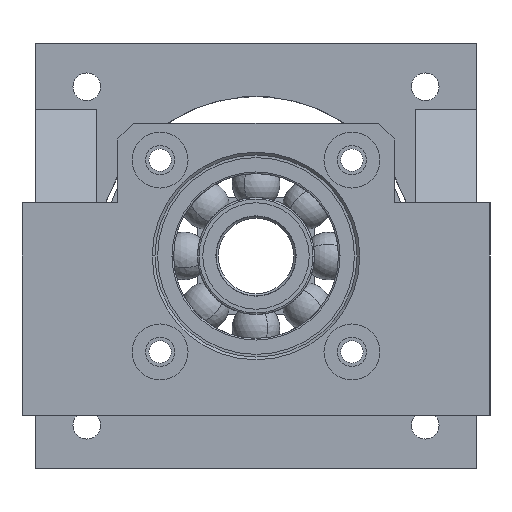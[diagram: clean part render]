
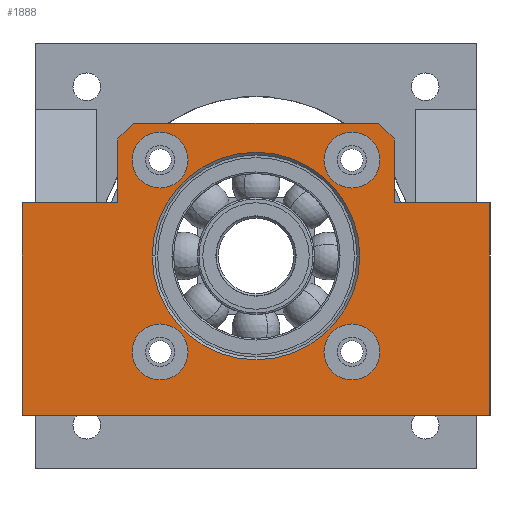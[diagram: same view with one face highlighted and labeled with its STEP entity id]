
A CAD part, left-side view. The second image highlights one B-rep face of the part: STEP entity #1888.
In plain terms, the highlighted planar face has unit normal (-1, 0, 0).
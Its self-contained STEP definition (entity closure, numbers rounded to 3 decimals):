
#844=CARTESIAN_POINT('Vertex',(0.,-26.,10.)) ;
#847=CARTESIAN_POINT('Line Origine',(0.,-35.,10.)) ;
#851=CARTESIAN_POINT('Vertex',(0.,-44.,10.)) ;
#1037=CARTESIAN_POINT('Vertex',(0.,-44.,-30.)) ;
#1040=CARTESIAN_POINT('Line Origine',(0.,0.,-30.)) ;
#1044=CARTESIAN_POINT('Vertex',(0.,44.,-30.)) ;
#1469=CARTESIAN_POINT('Vertex',(0.,44.,10.)) ;
#1472=CARTESIAN_POINT('Line Origine',(0.,35.,10.)) ;
#1476=CARTESIAN_POINT('Vertex',(0.,26.,10.)) ;
#1731=CARTESIAN_POINT('Line Origine',(0.,-44.,-10.)) ;
#1743=CARTESIAN_POINT('Axis2P3D Location',(0.,0.,0.)) ;
#1748=CARTESIAN_POINT('Line Origine',(0.,24.5,23.5)) ;
#1752=CARTESIAN_POINT('Vertex',(0.,26.,22.)) ;
#1754=CARTESIAN_POINT('Vertex',(0.,23.,25.)) ;
#1757=CARTESIAN_POINT('Line Origine',(0.,26.,16.)) ;
#1762=CARTESIAN_POINT('Line Origine',(0.,44.,-10.)) ;
#1767=CARTESIAN_POINT('Line Origine',(0.,-26.,16.)) ;
#1771=CARTESIAN_POINT('Vertex',(0.,-26.,22.)) ;
#1774=CARTESIAN_POINT('Line Origine',(0.,-24.5,23.5)) ;
#1778=CARTESIAN_POINT('Vertex',(0.,-23.,25.)) ;
#1781=CARTESIAN_POINT('Line Origine',(0.,0.,25.)) ;
#1798=CARTESIAN_POINT('Axis2P3D Location',(0.,0.,0.)) ;
#1802=CARTESIAN_POINT('Vertex',(0.,19.5,0.)) ;
#1804=CARTESIAN_POINT('Vertex',(0.,-19.5,0.)) ;
#1807=CARTESIAN_POINT('Axis2P3D Location',(0.,0.,0.)) ;
#1816=CARTESIAN_POINT('Axis2P3D Location',(0.,-18.031,18.031)) ;
#1820=CARTESIAN_POINT('Vertex',(0.,-23.281,18.031)) ;
#1822=CARTESIAN_POINT('Vertex',(0.,-12.781,18.031)) ;
#1825=CARTESIAN_POINT('Axis2P3D Location',(0.,-18.031,18.031)) ;
#1834=CARTESIAN_POINT('Axis2P3D Location',(0.,-18.031,-18.031)) ;
#1838=CARTESIAN_POINT('Vertex',(0.,-23.281,-18.031)) ;
#1840=CARTESIAN_POINT('Vertex',(0.,-12.781,-18.031)) ;
#1843=CARTESIAN_POINT('Axis2P3D Location',(0.,-18.031,-18.031)) ;
#1852=CARTESIAN_POINT('Axis2P3D Location',(0.,18.031,-18.031)) ;
#1856=CARTESIAN_POINT('Vertex',(0.,23.281,-18.031)) ;
#1858=CARTESIAN_POINT('Vertex',(0.,12.781,-18.031)) ;
#1861=CARTESIAN_POINT('Axis2P3D Location',(0.,18.031,-18.031)) ;
#1870=CARTESIAN_POINT('Axis2P3D Location',(0.,18.031,18.031)) ;
#1874=CARTESIAN_POINT('Vertex',(0.,23.281,18.031)) ;
#1876=CARTESIAN_POINT('Vertex',(0.,12.781,18.031)) ;
#1879=CARTESIAN_POINT('Axis2P3D Location',(0.,18.031,18.031)) ;
#848=DIRECTION('Vector Direction',(0.,1.,0.)) ;
#1041=DIRECTION('Vector Direction',(0.,-1.,0.)) ;
#1473=DIRECTION('Vector Direction',(0.,1.,0.)) ;
#1732=DIRECTION('Vector Direction',(0.,0.,-1.)) ;
#1744=DIRECTION('Axis2P3D Direction',(1.,0.,0.)) ;
#1745=DIRECTION('Axis2P3D XDirection',(0.,1.,0.)) ;
#1749=DIRECTION('Vector Direction',(0.,0.707,-0.707)) ;
#1758=DIRECTION('Vector Direction',(0.,0.,1.)) ;
#1763=DIRECTION('Vector Direction',(0.,0.,1.)) ;
#1768=DIRECTION('Vector Direction',(0.,0.,-1.)) ;
#1775=DIRECTION('Vector Direction',(0.,-0.707,-0.707)) ;
#1782=DIRECTION('Vector Direction',(0.,1.,0.)) ;
#1799=DIRECTION('Axis2P3D Direction',(1.,0.,0.)) ;
#1808=DIRECTION('Axis2P3D Direction',(1.,0.,0.)) ;
#1817=DIRECTION('Axis2P3D Direction',(1.,0.,0.)) ;
#1826=DIRECTION('Axis2P3D Direction',(1.,0.,0.)) ;
#1835=DIRECTION('Axis2P3D Direction',(1.,0.,0.)) ;
#1844=DIRECTION('Axis2P3D Direction',(1.,0.,0.)) ;
#1853=DIRECTION('Axis2P3D Direction',(1.,0.,0.)) ;
#1862=DIRECTION('Axis2P3D Direction',(1.,0.,0.)) ;
#1871=DIRECTION('Axis2P3D Direction',(1.,0.,0.)) ;
#1880=DIRECTION('Axis2P3D Direction',(1.,0.,0.)) ;
#1746=AXIS2_PLACEMENT_3D('Plane Axis2P3D',#1743,#1744,#1745) ;
#1800=AXIS2_PLACEMENT_3D('Circle Axis2P3D',#1798,#1799,$) ;
#1809=AXIS2_PLACEMENT_3D('Circle Axis2P3D',#1807,#1808,$) ;
#1818=AXIS2_PLACEMENT_3D('Circle Axis2P3D',#1816,#1817,$) ;
#1827=AXIS2_PLACEMENT_3D('Circle Axis2P3D',#1825,#1826,$) ;
#1836=AXIS2_PLACEMENT_3D('Circle Axis2P3D',#1834,#1835,$) ;
#1845=AXIS2_PLACEMENT_3D('Circle Axis2P3D',#1843,#1844,$) ;
#1854=AXIS2_PLACEMENT_3D('Circle Axis2P3D',#1852,#1853,$) ;
#1863=AXIS2_PLACEMENT_3D('Circle Axis2P3D',#1861,#1862,$) ;
#1872=AXIS2_PLACEMENT_3D('Circle Axis2P3D',#1870,#1871,$) ;
#1881=AXIS2_PLACEMENT_3D('Circle Axis2P3D',#1879,#1880,$) ;
#1787=ORIENTED_EDGE('',*,*,#1756,.F.) ;
#1788=ORIENTED_EDGE('',*,*,#1761,.F.) ;
#1789=ORIENTED_EDGE('',*,*,#1478,.F.) ;
#1790=ORIENTED_EDGE('',*,*,#1766,.F.) ;
#1791=ORIENTED_EDGE('',*,*,#1046,.F.) ;
#1792=ORIENTED_EDGE('',*,*,#1735,.F.) ;
#1793=ORIENTED_EDGE('',*,*,#853,.F.) ;
#1794=ORIENTED_EDGE('',*,*,#1773,.F.) ;
#1795=ORIENTED_EDGE('',*,*,#1780,.F.) ;
#1796=ORIENTED_EDGE('',*,*,#1785,.F.) ;
#1813=ORIENTED_EDGE('',*,*,#1806,.F.) ;
#1814=ORIENTED_EDGE('',*,*,#1811,.F.) ;
#1831=ORIENTED_EDGE('',*,*,#1824,.F.) ;
#1832=ORIENTED_EDGE('',*,*,#1829,.F.) ;
#1849=ORIENTED_EDGE('',*,*,#1842,.F.) ;
#1850=ORIENTED_EDGE('',*,*,#1847,.F.) ;
#1867=ORIENTED_EDGE('',*,*,#1860,.F.) ;
#1868=ORIENTED_EDGE('',*,*,#1865,.F.) ;
#1885=ORIENTED_EDGE('',*,*,#1878,.F.) ;
#1886=ORIENTED_EDGE('',*,*,#1883,.F.) ;
#1815=FACE_BOUND('',#1812,.T.) ;
#1833=FACE_BOUND('',#1830,.T.) ;
#1851=FACE_BOUND('',#1848,.T.) ;
#1869=FACE_BOUND('',#1866,.T.) ;
#1887=FACE_BOUND('',#1884,.T.) ;
#849=VECTOR('Line Direction',#848,1.) ;
#1042=VECTOR('Line Direction',#1041,1.) ;
#1474=VECTOR('Line Direction',#1473,1.) ;
#1733=VECTOR('Line Direction',#1732,1.) ;
#1750=VECTOR('Line Direction',#1749,1.) ;
#1759=VECTOR('Line Direction',#1758,1.) ;
#1764=VECTOR('Line Direction',#1763,1.) ;
#1769=VECTOR('Line Direction',#1768,1.) ;
#1776=VECTOR('Line Direction',#1775,1.) ;
#1783=VECTOR('Line Direction',#1782,1.) ;
#1888=ADVANCED_FACE('\X2\96F64EF651E04F554F53\X0\',(#1797,#1815,#1833,#1851,#1869,#1887),#1747,.F.) ;
#1801=CIRCLE('generated circle',#1800,19.5) ;
#1810=CIRCLE('generated circle',#1809,19.5) ;
#1819=CIRCLE('generated circle',#1818,5.25) ;
#1828=CIRCLE('generated circle',#1827,5.25) ;
#1837=CIRCLE('generated circle',#1836,5.25) ;
#1846=CIRCLE('generated circle',#1845,5.25) ;
#1855=CIRCLE('generated circle',#1854,5.25) ;
#1864=CIRCLE('generated circle',#1863,5.25) ;
#1873=CIRCLE('generated circle',#1872,5.25) ;
#1882=CIRCLE('generated circle',#1881,5.25) ;
#853=EDGE_CURVE('',#845,#852,#850,.F.) ;
#1046=EDGE_CURVE('',#1038,#1045,#1043,.F.) ;
#1478=EDGE_CURVE('',#1470,#1477,#1475,.F.) ;
#1735=EDGE_CURVE('',#852,#1038,#1734,.T.) ;
#1756=EDGE_CURVE('',#1753,#1755,#1751,.F.) ;
#1761=EDGE_CURVE('',#1477,#1753,#1760,.T.) ;
#1766=EDGE_CURVE('',#1045,#1470,#1765,.T.) ;
#1773=EDGE_CURVE('',#1772,#845,#1770,.T.) ;
#1780=EDGE_CURVE('',#1779,#1772,#1777,.T.) ;
#1785=EDGE_CURVE('',#1755,#1779,#1784,.F.) ;
#1806=EDGE_CURVE('',#1803,#1805,#1801,.F.) ;
#1811=EDGE_CURVE('',#1805,#1803,#1810,.F.) ;
#1824=EDGE_CURVE('',#1821,#1823,#1819,.F.) ;
#1829=EDGE_CURVE('',#1823,#1821,#1828,.F.) ;
#1842=EDGE_CURVE('',#1839,#1841,#1837,.F.) ;
#1847=EDGE_CURVE('',#1841,#1839,#1846,.F.) ;
#1860=EDGE_CURVE('',#1857,#1859,#1855,.F.) ;
#1865=EDGE_CURVE('',#1859,#1857,#1864,.F.) ;
#1878=EDGE_CURVE('',#1875,#1877,#1873,.F.) ;
#1883=EDGE_CURVE('',#1877,#1875,#1882,.F.) ;
#1786=EDGE_LOOP('',(#1787,#1788,#1789,#1790,#1791,#1792,#1793,#1794,#1795,#1796)) ;
#1812=EDGE_LOOP('',(#1813,#1814)) ;
#1830=EDGE_LOOP('',(#1831,#1832)) ;
#1848=EDGE_LOOP('',(#1849,#1850)) ;
#1866=EDGE_LOOP('',(#1867,#1868)) ;
#1884=EDGE_LOOP('',(#1885,#1886)) ;
#1797=FACE_OUTER_BOUND('',#1786,.T.) ;
#850=LINE('Line',#847,#849) ;
#1043=LINE('Line',#1040,#1042) ;
#1475=LINE('Line',#1472,#1474) ;
#1734=LINE('Line',#1731,#1733) ;
#1751=LINE('Line',#1748,#1750) ;
#1760=LINE('Line',#1757,#1759) ;
#1765=LINE('Line',#1762,#1764) ;
#1770=LINE('Line',#1767,#1769) ;
#1777=LINE('Line',#1774,#1776) ;
#1784=LINE('Line',#1781,#1783) ;
#1747=PLANE('Plane',#1746) ;
#845=VERTEX_POINT('',#844) ;
#852=VERTEX_POINT('',#851) ;
#1038=VERTEX_POINT('',#1037) ;
#1045=VERTEX_POINT('',#1044) ;
#1470=VERTEX_POINT('',#1469) ;
#1477=VERTEX_POINT('',#1476) ;
#1753=VERTEX_POINT('',#1752) ;
#1755=VERTEX_POINT('',#1754) ;
#1772=VERTEX_POINT('',#1771) ;
#1779=VERTEX_POINT('',#1778) ;
#1803=VERTEX_POINT('',#1802) ;
#1805=VERTEX_POINT('',#1804) ;
#1821=VERTEX_POINT('',#1820) ;
#1823=VERTEX_POINT('',#1822) ;
#1839=VERTEX_POINT('',#1838) ;
#1841=VERTEX_POINT('',#1840) ;
#1857=VERTEX_POINT('',#1856) ;
#1859=VERTEX_POINT('',#1858) ;
#1875=VERTEX_POINT('',#1874) ;
#1877=VERTEX_POINT('',#1876) ;
